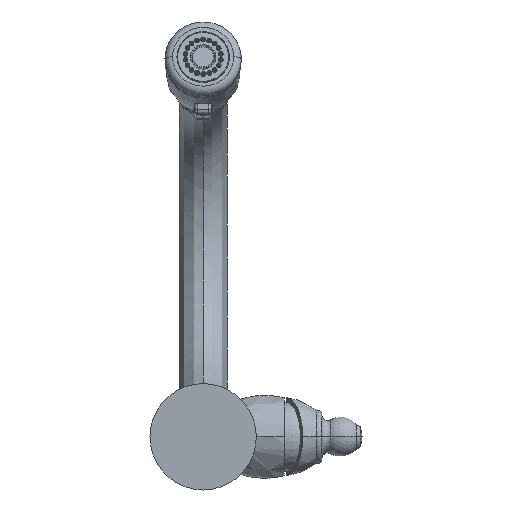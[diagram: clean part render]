
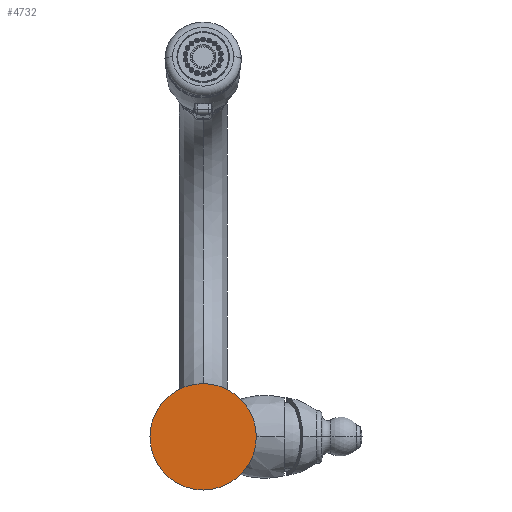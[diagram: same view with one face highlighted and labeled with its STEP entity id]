
A CAD part, front view. The second image highlights one B-rep face of the part: STEP entity #4732.
In plain terms, the highlighted planar face has unit normal (0, -1, 0).
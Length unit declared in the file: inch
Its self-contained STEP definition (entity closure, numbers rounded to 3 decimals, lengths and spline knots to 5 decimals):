
#272=CARTESIAN_POINT('',(0.,-0.61,0.));
#273=DIRECTION('',(0.,-1.,0.));
#274=DIRECTION('',(-1.,0.,0.));
#275=AXIS2_PLACEMENT_3D('',#272,#273,#274);
#290=CARTESIAN_POINT('',(0.,-0.61,0.));
#291=DIRECTION('',(0.,1.,0.));
#292=DIRECTION('',(-1.,0.,0.));
#293=AXIS2_PLACEMENT_3D('',#290,#291,#292);
#4138=CARTESIAN_POINT('',(-1.26,-0.61,0.));
#4139=CARTESIAN_POINT('',(1.26,-0.61,0.));
#4140=VERTEX_POINT('',#4138);
#4141=VERTEX_POINT('',#4139);
#4722=CARTESIAN_POINT('',(0.,-0.61,0.));
#4723=DIRECTION('',(0.,1.,0.));
#4724=DIRECTION('',(1.,0.,0.));
#4725=AXIS2_PLACEMENT_3D('',#4722,#4723,#4724);
#4726=PLANE('',#4725);
#4728=ORIENTED_EDGE('',*,*,#4727,.T.);
#4729=ORIENTED_EDGE('',*,*,#4712,.F.);
#4730=EDGE_LOOP('',(#4728,#4729));
#4731=FACE_OUTER_BOUND('',#4730,.F.);
#4732=ADVANCED_FACE('',(#4731),#4726,.F.);
#276=CIRCLE('',#275,1.26);
#294=CIRCLE('',#293,1.26);
#4712=EDGE_CURVE('',#4140,#4141,#276,.T.);
#4727=EDGE_CURVE('',#4140,#4141,#294,.T.);
